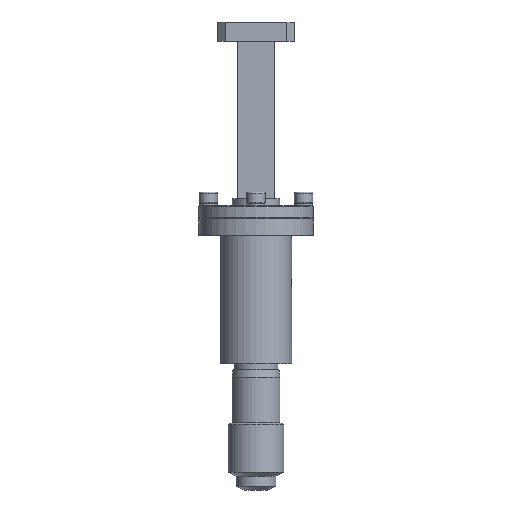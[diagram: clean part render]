
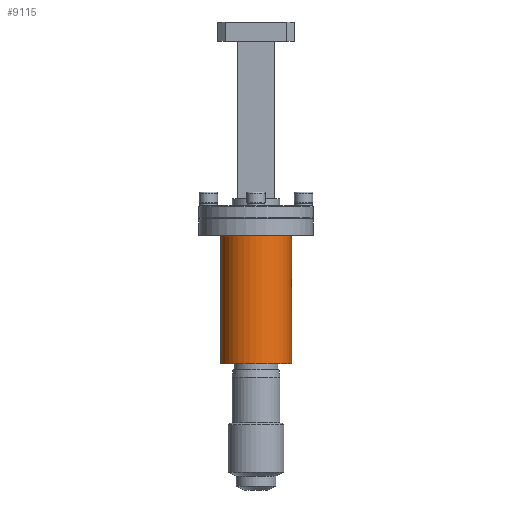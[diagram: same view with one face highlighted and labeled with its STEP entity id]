
A CAD part, front view. The second image highlights one B-rep face of the part: STEP entity #9115.
In plain terms, the highlighted cylindrical face has radius 8.89 mm (diameter 17.78 mm), a partial arc.
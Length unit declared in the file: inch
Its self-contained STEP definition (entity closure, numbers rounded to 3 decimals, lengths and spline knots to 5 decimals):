
#12 = CARTESIAN_POINT ( 'NONE',  ( -2.91461, 0.5702, -0.69292 ) ) ;
#399 = ORIENTED_EDGE ( 'NONE', *, *, #20852, .F. ) ;
#1296 = CARTESIAN_POINT ( 'NONE',  ( -2.21636, 0.53518, 0.11671 ) ) ;
#1708 = DIRECTION ( 'NONE',  ( -1., 0., 0. ) ) ;
#1956 = VERTEX_POINT ( 'NONE', #3505 ) ;
#2341 = CARTESIAN_POINT ( 'NONE',  ( -2.21461, 0.5702, 0.57208 ) ) ;
#2454 = ORIENTED_EDGE ( 'NONE', *, *, #10163, .T. ) ;
#2751 = CIRCLE ( 'NONE', #13154, 0.35 ) ;
#3034 = ORIENTED_EDGE ( 'NONE', *, *, #12623, .T. ) ;
#3261 = CARTESIAN_POINT ( 'NONE',  ( -2.21604, 0.53859, 0.07725 ) ) ;
#3452 = CARTESIAN_POINT ( 'NONE',  ( -2.21686, 0.53054, 0.09555 ) ) ;
#3505 = CARTESIAN_POINT ( 'NONE',  ( -2.21604, 0.53859, 0.07725 ) ) ;
#3813 = DIRECTION ( 'NONE',  ( -1., 0., 0. ) ) ;
#4284 = CARTESIAN_POINT ( 'NONE',  ( -2.21461, 0.5702, 0.06188 ) ) ;
#5025 = B_SPLINE_CURVE_WITH_KNOTS ( 'NONE', 3,
 ( #3452, #5482, #11634, #3261 ),
 .UNSPECIFIED., .F., .F.,
 ( 4, 4 ),
 ( 0., 1. ),
 .UNSPECIFIED. ) ;
#5158 = LINE ( 'NONE', #21432, #5830 ) ;
#5482 = CARTESIAN_POINT ( 'NONE',  ( -2.21673, 0.53166, 0.08979 ) ) ;
#5830 = VECTOR ( 'NONE', #23491, 39.37008 ) ;
#5904 = EDGE_CURVE ( 'NONE', #14030, #13564, #21089, .T. ) ;
#6078 = VECTOR ( 'NONE', #8546, 39.37008 ) ;
#6136 = CARTESIAN_POINT ( 'NONE',  ( -2.21461, 0.55811, 0.06275 ) ) ;
#6391 = CARTESIAN_POINT ( 'NONE',  ( -2.21469, 0.56143, 0.13624 ) ) ;
#7343 = VECTOR ( 'NONE', #8440, 39.37008 ) ;
#7355 = ORIENTED_EDGE ( 'NONE', *, *, #24260, .F. ) ;
#7591 = CARTESIAN_POINT ( 'NONE',  ( -2.2168, 0.53095, 0.10839 ) ) ;
#7602 = CARTESIAN_POINT ( 'NONE',  ( -2.21686, 0.53054, 0.09555 ) ) ;
#7757 = CARTESIAN_POINT ( 'NONE',  ( -2.21542, 0.54629, 0.12763 ) ) ;
#7944 = CARTESIAN_POINT ( 'NONE',  ( -2.21461, 0.5702, 0.06188 ) ) ;
#7968 = CARTESIAN_POINT ( 'NONE',  ( -2.21461, 0.5702, 0.57208 ) ) ;
#8319 = LINE ( 'NONE', #2341, #7343 ) ;
#8414 = CARTESIAN_POINT ( 'NONE',  ( -2.21499, 0.55326, 0.13302 ) ) ;
#8440 = DIRECTION ( 'NONE',  ( 0., 0., -1. ) ) ;
#8497 = CARTESIAN_POINT ( 'NONE',  ( -2.21542, 0.54629, 0.12763 ) ) ;
#8546 = DIRECTION ( 'NONE',  ( 0., 0., -1. ) ) ;
#8861 = EDGE_CURVE ( 'NONE', #13564, #16384, #17141, .T. ) ;
#9079 = ORIENTED_EDGE ( 'NONE', *, *, #8861, .F. ) ;
#9115 = ADVANCED_FACE ( 'NONE', ( #20170 ), #21828, .T. ) ;
#9420 = B_SPLINE_CURVE_WITH_KNOTS ( 'NONE', 3,
 ( #14717, #20967, #6136, #4284 ),
 .UNSPECIFIED., .F., .F.,
 ( 4, 4 ),
 ( 0., 0.00091 ),
 .UNSPECIFIED. ) ;
#9473 = CIRCLE ( 'NONE', #11338, 0.35 ) ;
#10163 = EDGE_CURVE ( 'NONE', #14361, #17055, #9473, .T. ) ;
#11118 = ORIENTED_EDGE ( 'NONE', *, *, #24972, .F. ) ;
#11338 = AXIS2_PLACEMENT_3D ( 'NONE', #21217, #25344, #23372 ) ;
#11634 = CARTESIAN_POINT ( 'NONE',  ( -2.21644, 0.53411, 0.08324 ) ) ;
#11721 = CARTESIAN_POINT ( 'NONE',  ( -2.21542, 0.54629, 0.12763 ) ) ;
#12623 = EDGE_CURVE ( 'NONE', #17055, #19275, #5158, .T. ) ;
#12625 = CARTESIAN_POINT ( 'NONE',  ( -2.91461, 0.5702, 0.57208 ) ) ;
#12689 = ORIENTED_EDGE ( 'NONE', *, *, #27543, .F. ) ;
#13154 = AXIS2_PLACEMENT_3D ( 'NONE', #27169, #14369, #1708 ) ;
#13564 = VERTEX_POINT ( 'NONE', #7757 ) ;
#13882 = ORIENTED_EDGE ( 'NONE', *, *, #5904, .F. ) ;
#14030 = VERTEX_POINT ( 'NONE', #17076 ) ;
#14330 = DIRECTION ( 'NONE',  ( 0., 0., -1. ) ) ;
#14361 = VERTEX_POINT ( 'NONE', #7968 ) ;
#14366 = AXIS2_PLACEMENT_3D ( 'NONE', #16641, #14330, #3813 ) ;
#14369 = DIRECTION ( 'NONE',  ( 0., 0., -1. ) ) ;
#14568 = CARTESIAN_POINT ( 'NONE',  ( -2.21461, 0.5702, 0.57208 ) ) ;
#14717 = CARTESIAN_POINT ( 'NONE',  ( -2.21604, 0.53859, 0.07725 ) ) ;
#15630 = ORIENTED_EDGE ( 'NONE', *, *, #26532, .F. ) ;
#16010 = CARTESIAN_POINT ( 'NONE',  ( -2.21618, 0.53701, 0.11931 ) ) ;
#16373 = CARTESIAN_POINT ( 'NONE',  ( -2.21686, 0.53054, 0.09555 ) ) ;
#16384 = VERTEX_POINT ( 'NONE', #7602 ) ;
#16641 = CARTESIAN_POINT ( 'NONE',  ( -2.56461, 0.5702, 0.57208 ) ) ;
#17055 = VERTEX_POINT ( 'NONE', #12625 ) ;
#17076 = CARTESIAN_POINT ( 'NONE',  ( -2.21461, 0.5702, 0.13708 ) ) ;
#17141 = B_SPLINE_CURVE_WITH_KNOTS ( 'NONE', 3,
 ( #11721, #20400, #26762, #16010, #1296, #7591, #18432, #16373 ),
 .UNSPECIFIED., .F., .F.,
 ( 4, 2, 2, 4 ),
 ( 0.00002, 0.00026, 0.0005, 0.00097 ),
 .UNSPECIFIED. ) ;
#18432 = CARTESIAN_POINT ( 'NONE',  ( -2.21695, 0.52978, 0.10185 ) ) ;
#18888 = CARTESIAN_POINT ( 'NONE',  ( -2.21461, 0.5702, 0.13708 ) ) ;
#19082 = CARTESIAN_POINT ( 'NONE',  ( -2.2152, 0.5495, 0.13064 ) ) ;
#19275 = VERTEX_POINT ( 'NONE', #12 ) ;
#20018 = LINE ( 'NONE', #14568, #6078 ) ;
#20170 = FACE_OUTER_BOUND ( 'NONE', #20856, .T. ) ;
#20400 = CARTESIAN_POINT ( 'NONE',  ( -2.21561, 0.54364, 0.12592 ) ) ;
#20638 = VERTEX_POINT ( 'NONE', #25736 ) ;
#20852 = EDGE_CURVE ( 'NONE', #16384, #1956, #5025, .T. ) ;
#20856 = EDGE_LOOP ( 'NONE', ( #15630, #2454, #3034, #11118, #7355, #12689, #399, #9079, #13882 ) ) ;
#20967 = CARTESIAN_POINT ( 'NONE',  ( -2.21533, 0.54635, 0.06794 ) ) ;
#21089 = B_SPLINE_CURVE_WITH_KNOTS ( 'NONE', 3,
 ( #18888, #25619, #6391, #8414, #19082, #8497 ),
 .UNSPECIFIED., .F., .F.,
 ( 4, 2, 4 ),
 ( 0.00139, 0.00172, 0.00206 ),
 .UNSPECIFIED. ) ;
#21217 = CARTESIAN_POINT ( 'NONE',  ( -2.56461, 0.5702, 0.57208 ) ) ;
#21432 = CARTESIAN_POINT ( 'NONE',  ( -2.91461, 0.5702, 0.57208 ) ) ;
#21828 = CYLINDRICAL_SURFACE ( 'NONE', #14366, 0.35 ) ;
#23372 = DIRECTION ( 'NONE',  ( -1., 0., 0. ) ) ;
#23491 = DIRECTION ( 'NONE',  ( 0., 0., -1. ) ) ;
#24260 = EDGE_CURVE ( 'NONE', #27243, #20638, #20018, .T. ) ;
#24972 = EDGE_CURVE ( 'NONE', #20638, #19275, #2751, .T. ) ;
#25344 = DIRECTION ( 'NONE',  ( 0., 0., -1. ) ) ;
#25619 = CARTESIAN_POINT ( 'NONE',  ( -2.21461, 0.56583, 0.13708 ) ) ;
#25736 = CARTESIAN_POINT ( 'NONE',  ( -2.21461, 0.5702, -0.69292 ) ) ;
#26532 = EDGE_CURVE ( 'NONE', #14361, #14030, #8319, .T. ) ;
#26762 = CARTESIAN_POINT ( 'NONE',  ( -2.2158, 0.54125, 0.12392 ) ) ;
#27169 = CARTESIAN_POINT ( 'NONE',  ( -2.56461, 0.5702, -0.69292 ) ) ;
#27243 = VERTEX_POINT ( 'NONE', #7944 ) ;
#27543 = EDGE_CURVE ( 'NONE', #1956, #27243, #9420, .T. ) ;
